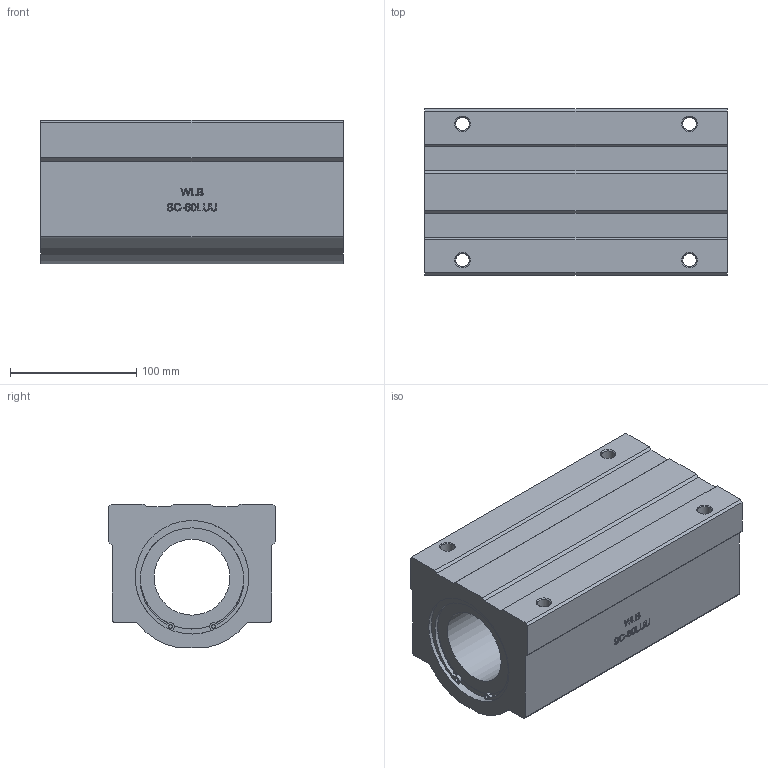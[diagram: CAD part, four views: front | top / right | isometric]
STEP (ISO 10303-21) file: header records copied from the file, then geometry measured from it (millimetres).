
FILE_DESCRIPTION(/* description */ (''),/* implementation_level */ '2;1');
FILE_NAME(/* name */ 'WJB-SC60LUU.stp',/* time_stamp */ '2018-11-27T23:37:44+08:00',/* author */ (''),/* organization */ (''),/* preprocessor_version */ 'ST-DEVELOPER v11',/* originating_system */ 'SIEMENS UGS NX 6.0',/* authorisation */ '');
FILE_SCHEMA (('CONFIG_CONTROL_DESIGN'));
Length unit declared in the file: millimetre
Products named in the file (1): WJB-SC60LUU
Bounding box: 240 x 132 x 114 mm (x, y, z)
Volume: 2426789.5 mm3; surface area: 195686.6 mm2
Topology: 3 solids, 3 shells, 257 faces, 633 edges, 418 vertices
Faces by surface type: plane 156, extrusion 66, cylinder 31, cone 4
Full cylindrical faces by diameter (mm): 3 x4, 10.7 x4, 60 x1, 82 x2, 86.5 x2, 90 x4
Entity records: 9472 total; most frequent: CARTESIAN_POINT 3726, ORIENTED_EDGE 1208, DIRECTION 936, EDGE_CURVE 604, VERTEX_POINT 410, VECTOR 372, EDGE_LOOP 328, LINE 306
